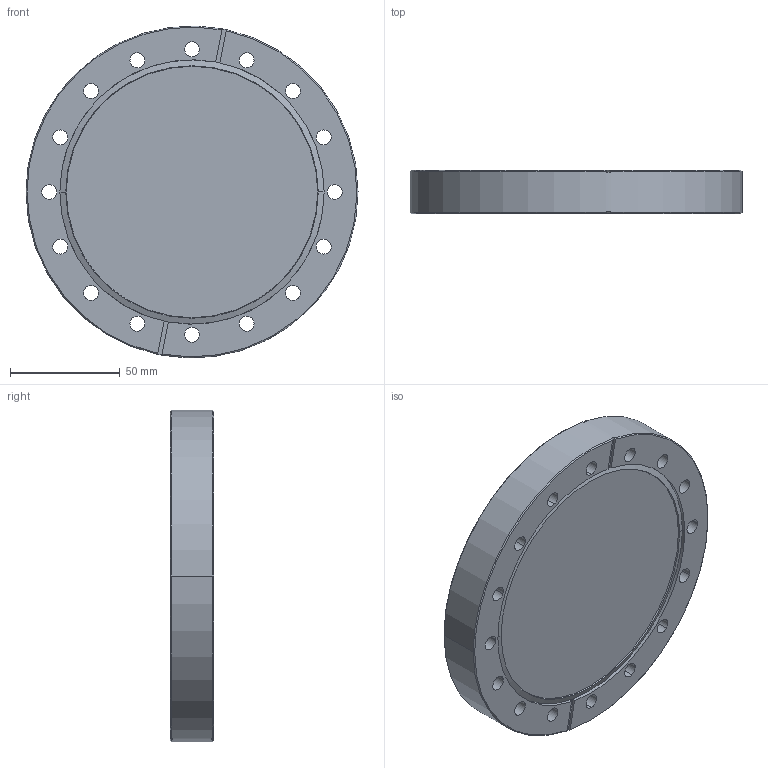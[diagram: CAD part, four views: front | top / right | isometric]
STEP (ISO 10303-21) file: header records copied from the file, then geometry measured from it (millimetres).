
FILE_DESCRIPTION (( 'STEP AP214' ), '1' );
FILE_NAME ('Hositrad_CF100-BDT_DoubleSidedTapped.STEP', '2016-06-28T19:54:54', ( '' ), ( '' ), 'SwSTEP 2.0', 'SolidWorks 2016', '' );
FILE_SCHEMA (( 'AUTOMOTIVE_DESIGN' ));
Length unit declared in the file: millimetre
Products named in the file (1): Hositrad_CF100-BDT_DoubleSidedTapped
Bounding box: 151.6 x 19.8 x 151.56 mm (x, y, z)
Volume: 318456.1 mm3; surface area: 52527.4 mm2
Topology: 1 solids, 1 shells, 72 faces, 198 edges, 128 vertices
Faces by surface type: cylinder 38, plane 18, cone 14, torus 2
Entity records: 2794 total; most frequent: DIRECTION 446, CARTESIAN_POINT 423, ORIENTED_EDGE 396, EDGE_CURVE 198, AXIS2_PLACEMENT_3D 183, VERTEX_POINT 128, CIRCLE 110, EDGE_LOOP 104
